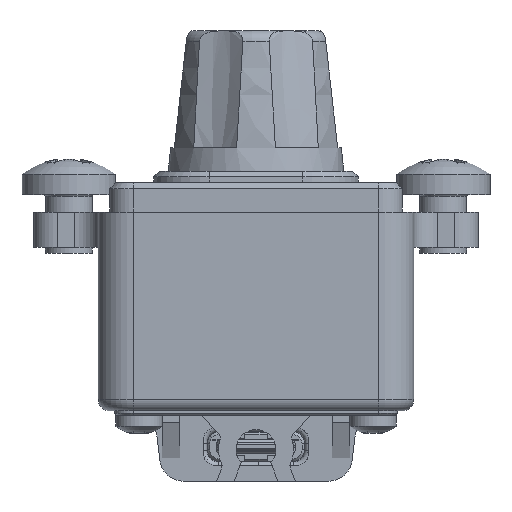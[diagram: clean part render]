
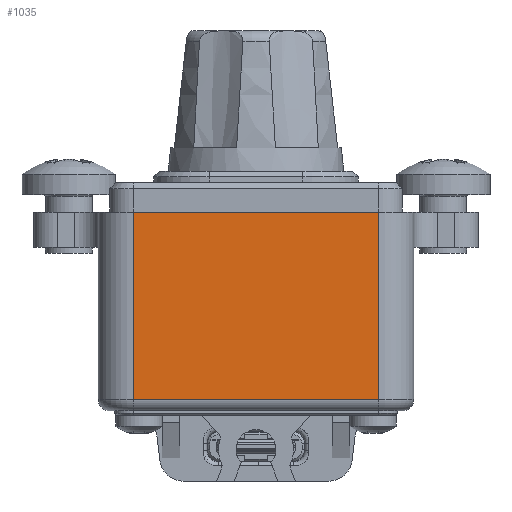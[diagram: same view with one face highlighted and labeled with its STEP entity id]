
A CAD part, left-side view. The second image highlights one B-rep face of the part: STEP entity #1035.
In plain terms, the highlighted planar face has unit normal (-1, 0, 0).
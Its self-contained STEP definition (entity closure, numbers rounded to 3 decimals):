
#664 = VERTEX_POINT('',#665);
#665 = CARTESIAN_POINT('',(-51.,-10.5,-16.));
#691 = VERTEX_POINT('',#692);
#692 = CARTESIAN_POINT('',(-51.,10.5,-16.));
#718 = EDGE_CURVE('',#691,#664,#719,.T.);
#719 = LINE('',#720,#721);
#720 = CARTESIAN_POINT('',(-51.,10.5,-16.));
#721 = VECTOR('',#722,1.);
#722 = DIRECTION('',(0.,-1.,0.));
#989 = EDGE_CURVE('',#990,#664,#992,.T.);
#990 = VERTEX_POINT('',#991);
#991 = CARTESIAN_POINT('',(-51.,-10.5,0.));
#992 = LINE('',#993,#994);
#993 = CARTESIAN_POINT('',(-51.,-10.5,0.));
#994 = VECTOR('',#995,1.);
#995 = DIRECTION('',(-0.,-0.,-1.));
#1016 = EDGE_CURVE('',#1017,#691,#1019,.T.);
#1017 = VERTEX_POINT('',#1018);
#1018 = CARTESIAN_POINT('',(-51.,10.5,0.));
#1019 = LINE('',#1020,#1021);
#1020 = CARTESIAN_POINT('',(-51.,10.5,0.));
#1021 = VECTOR('',#1022,1.);
#1022 = DIRECTION('',(-0.,-0.,-1.));
#1035 = ADVANCED_FACE('',(#1036),#1047,.T.);
#1036 = FACE_BOUND('',#1037,.T.);
#1037 = EDGE_LOOP('',(#1038,#1039,#1040,#1041));
#1038 = ORIENTED_EDGE('',*,*,#1016,.T.);
#1039 = ORIENTED_EDGE('',*,*,#718,.T.);
#1040 = ORIENTED_EDGE('',*,*,#989,.F.);
#1041 = ORIENTED_EDGE('',*,*,#1042,.F.);
#1042 = EDGE_CURVE('',#1017,#990,#1043,.T.);
#1043 = LINE('',#1044,#1045);
#1044 = CARTESIAN_POINT('',(-51.,10.5,0.));
#1045 = VECTOR('',#1046,1.);
#1046 = DIRECTION('',(0.,-1.,0.));
#1047 = PLANE('',#1048);
#1048 = AXIS2_PLACEMENT_3D('',#1049,#1050,#1051);
#1049 = CARTESIAN_POINT('',(-51.,10.5,0.));
#1050 = DIRECTION('',(-1.,0.,0.));
#1051 = DIRECTION('',(0.,-1.,0.));
